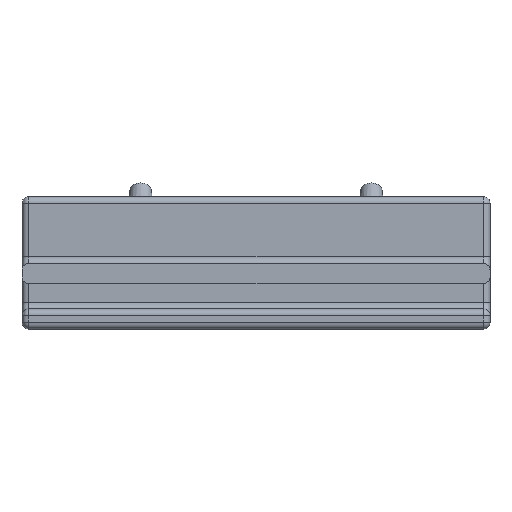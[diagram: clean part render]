
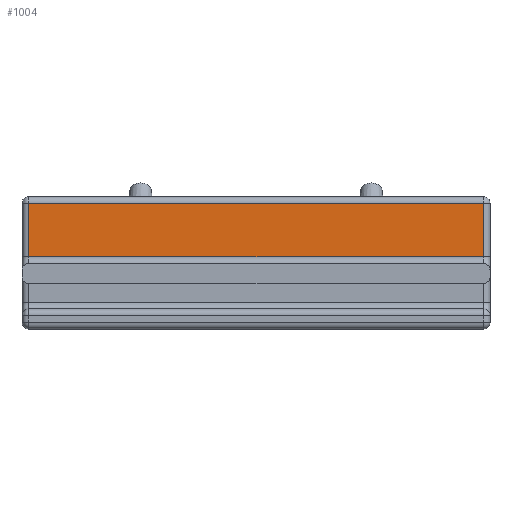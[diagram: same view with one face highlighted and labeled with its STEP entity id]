
A CAD part, front view. The second image highlights one B-rep face of the part: STEP entity #1004.
In plain terms, the highlighted planar face has unit normal (0, -1, 0).
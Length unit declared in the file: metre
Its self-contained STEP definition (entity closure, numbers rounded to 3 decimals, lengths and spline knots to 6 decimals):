
#187=LINE('',#1702,#255);
#188=LINE('',#1705,#256);
#189=LINE('',#1707,#257);
#190=LINE('',#1709,#258);
#255=VECTOR('',#1306,1.);
#256=VECTOR('',#1307,1.);
#257=VECTOR('',#1308,1.);
#258=VECTOR('',#1309,1.);
#330=ORIENTED_EDGE('',*,*,#625,.T.);
#331=ORIENTED_EDGE('',*,*,#626,.T.);
#332=ORIENTED_EDGE('',*,*,#627,.T.);
#333=ORIENTED_EDGE('',*,*,#628,.T.);
#625=EDGE_CURVE('',#772,#773,#187,.F.);
#626=EDGE_CURVE('',#773,#774,#188,.T.);
#627=EDGE_CURVE('',#774,#775,#189,.T.);
#628=EDGE_CURVE('',#775,#772,#190,.F.);
#772=VERTEX_POINT('',#1703);
#773=VERTEX_POINT('',#1704);
#774=VERTEX_POINT('',#1706);
#775=VERTEX_POINT('',#1708);
#826=EDGE_LOOP('',(#330,#331,#332,#333));
#908=FACE_BOUND('',#826,.T.);
#988=PLANE('',#1097);
#1004=ADVANCED_FACE('',(#908),#988,.T.);
#1097=AXIS2_PLACEMENT_3D('',#1701,#1304,#1305);
#1304=DIRECTION('',(0.,-1.,0.));
#1305=DIRECTION('',(0.,0.,-1.));
#1306=DIRECTION('',(-1.,0.,0.));
#1307=DIRECTION('',(0.,0.,1.));
#1308=DIRECTION('',(-1.,0.,0.));
#1309=DIRECTION('',(0.,0.,1.));
#1701=CARTESIAN_POINT('',(0.035,-0.0034,0.0084));
#1702=CARTESIAN_POINT('',(0.035,-0.0034,0.0044));
#1703=CARTESIAN_POINT('',(-0.034,-0.0034,0.0044));
#1704=CARTESIAN_POINT('',(0.034,-0.0034,0.0044));
#1705=CARTESIAN_POINT('',(0.034,-0.0034,0.0084));
#1706=CARTESIAN_POINT('',(0.034,-0.0034,0.0124));
#1707=CARTESIAN_POINT('',(0.035,-0.0034,0.0124));
#1708=CARTESIAN_POINT('',(-0.034,-0.0034,0.0124));
#1709=CARTESIAN_POINT('',(-0.034,-0.0034,0.0044));
